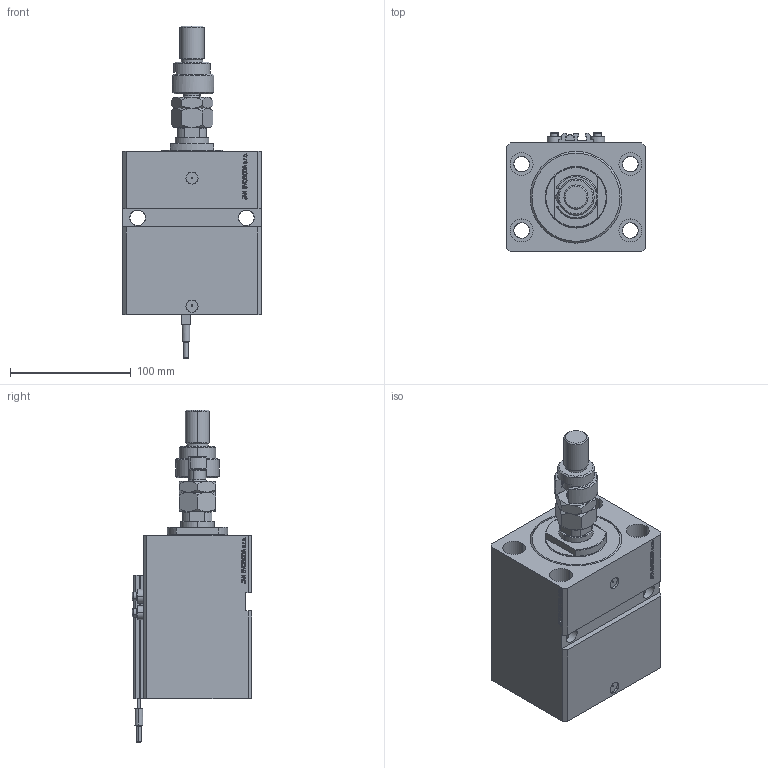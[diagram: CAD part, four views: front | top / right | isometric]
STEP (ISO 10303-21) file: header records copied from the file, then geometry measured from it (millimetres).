
FILE_DESCRIPTION (( 'STEP AP203' ), '1' );
FILE_NAME ('7ec8.STEP', '2021-03-16T20:11:31', ( '' ), ( '' ), 'SwSTEP 2.0', 'SolidWorks 2019', '' );
FILE_SCHEMA (( 'CONFIG_CONTROL_DESIGN' ));
Length unit declared in the file: millimetre
Products named in the file (9): DFA ac7090ee1c1ccf3fce88f3889bd1c9df; V250CE_VC_E ac7090ee1c1ccf3fce88f3889bd1c9df; SWITCH_V250CE ac7090ee1c1ccf3fce88f3889bd1c9df; V250CE_E ac7090ee1c1ccf3fce88f3889bd1c9df; FEMALE_PART_FOR_DFA ac7090ee1c1ccf3fce88f3889bd1c9df; V250CE_C_VCP ac7090ee1c1ccf3fce88f3889bd1c9df; 7ec8; ALLEN BOLT V250CE ac7090ee1c1ccf3fce88f3889bd1c9df; MFA ac7090ee1c1ccf3fce88f3889bd1c9df
Assembly tree (11 placements, depth 3):
  7ec8
    V250CE_E ac7090ee1c1ccf3fce88f3889bd1c9df
    ALLEN BOLT V250CE ac7090ee1c1ccf3fce88f3889bd1c9df  x4
    V250CE_C_VCP ac7090ee1c1ccf3fce88f3889bd1c9df
    V250CE_VC_E ac7090ee1c1ccf3fce88f3889bd1c9df
    DFA ac7090ee1c1ccf3fce88f3889bd1c9df
      FEMALE_PART_FOR_DFA ac7090ee1c1ccf3fce88f3889bd1c9df
      MFA ac7090ee1c1ccf3fce88f3889bd1c9df
    SWITCH_V250CE ac7090ee1c1ccf3fce88f3889bd1c9df
Bounding box: 115 x 99 x 274.9 mm (x, y, z)
Volume: 1228000.6 mm3; surface area: 199699.2 mm2
Topology: 11 solids, 11 shells, 1218 faces, 3014 edges, 1941 vertices
Faces by surface type: plane 587, bspline 368, cylinder 145, cone 98, torus 20
Entity records: 52312 total; most frequent: CARTESIAN_POINT 26437, ORIENTED_EDGE 5718, DIRECTION 3917, EDGE_CURVE 2859, VERTEX_POINT 1857, LINE 1699, VECTOR 1699, EDGE_LOOP 1284
